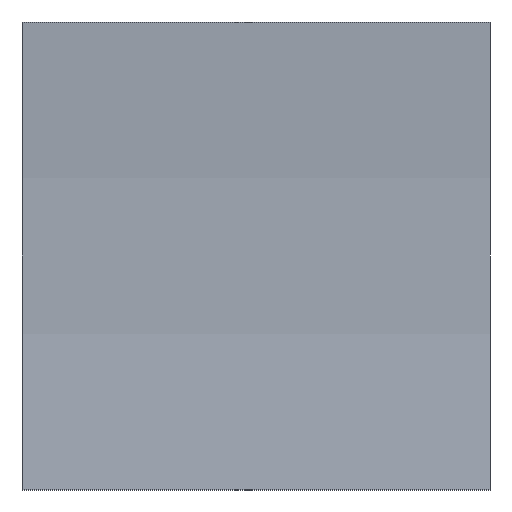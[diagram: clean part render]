
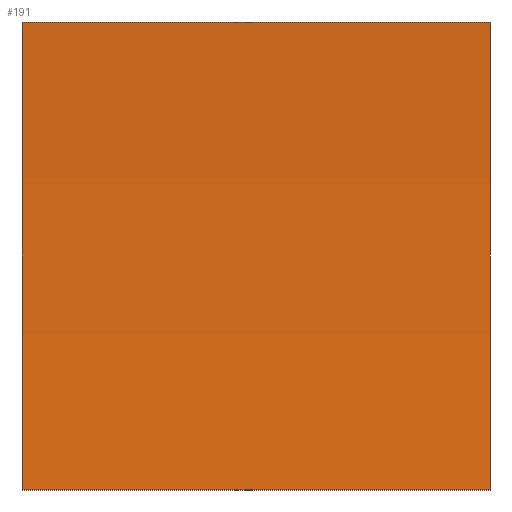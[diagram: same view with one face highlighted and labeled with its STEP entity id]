
A CAD part, left-side view. The second image highlights one B-rep face of the part: STEP entity #191.
In plain terms, the highlighted cylindrical face has radius 103.4 mm (diameter 206.8 mm), a partial arc.
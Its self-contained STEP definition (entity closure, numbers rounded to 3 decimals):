
#1 = VERTEX_POINT ( 'NONE', #35 ) ;
#2 = LINE ( 'NONE', #153, #152 ) ;
#3 = EDGE_CURVE ( 'NONE', #157, #27, #21, .T. ) ;
#10 = AXIS2_PLACEMENT_3D ( 'NONE', #198, #184, #137 ) ;
#14 = DIRECTION ( 'NONE',  ( 0., 0., -1. ) ) ;
#21 = LINE ( 'NONE', #136, #40 ) ;
#25 = CYLINDRICAL_SURFACE ( 'NONE', #115, 103.4 ) ;
#27 = VERTEX_POINT ( 'NONE', #163 ) ;
#28 = ORIENTED_EDGE ( 'NONE', *, *, #119, .F. ) ;
#29 = FACE_OUTER_BOUND ( 'NONE', #67, .T. ) ;
#35 = CARTESIAN_POINT ( 'NONE',  ( -3.485, 0., 20. ) ) ;
#40 = VECTOR ( 'NONE', #93, 1000. ) ;
#58 = CARTESIAN_POINT ( 'NONE',  ( -3.485, 20., 20. ) ) ;
#64 = DIRECTION ( 'NONE',  ( 0., -1., 0. ) ) ;
#67 = EDGE_LOOP ( 'NONE', ( #145, #197, #28, #101 ) ) ;
#75 = CIRCLE ( 'NONE', #10, 103.4 ) ;
#90 = EDGE_CURVE ( 'NONE', #27, #1, #75, .T. ) ;
#91 = CARTESIAN_POINT ( 'NONE',  ( -106.4, 20., 10. ) ) ;
#93 = DIRECTION ( 'NONE',  ( 0., -1., 0. ) ) ;
#101 = ORIENTED_EDGE ( 'NONE', *, *, #3, .T. ) ;
#103 = AXIS2_PLACEMENT_3D ( 'NONE', #91, #64, #135 ) ;
#115 = AXIS2_PLACEMENT_3D ( 'NONE', #140, #121, #14 ) ;
#119 = EDGE_CURVE ( 'NONE', #157, #123, #178, .T. ) ;
#121 = DIRECTION ( 'NONE',  ( 0., -1., 0. ) ) ;
#123 = VERTEX_POINT ( 'NONE', #58 ) ;
#135 = DIRECTION ( 'NONE',  ( 0., 0., 1. ) ) ;
#136 = CARTESIAN_POINT ( 'NONE',  ( -3.485, 20., 0. ) ) ;
#137 = DIRECTION ( 'NONE',  ( 0., 0., 1. ) ) ;
#140 = CARTESIAN_POINT ( 'NONE',  ( -106.4, 20., 10. ) ) ;
#145 = ORIENTED_EDGE ( 'NONE', *, *, #90, .T. ) ;
#147 = EDGE_CURVE ( 'NONE', #123, #1, #2, .T. ) ;
#152 = VECTOR ( 'NONE', #201, 1000. ) ;
#153 = CARTESIAN_POINT ( 'NONE',  ( -3.485, 20., 20. ) ) ;
#157 = VERTEX_POINT ( 'NONE', #179 ) ;
#163 = CARTESIAN_POINT ( 'NONE',  ( -3.485, 0., 0. ) ) ;
#178 = CIRCLE ( 'NONE', #103, 103.4 ) ;
#179 = CARTESIAN_POINT ( 'NONE',  ( -3.485, 20., 0. ) ) ;
#184 = DIRECTION ( 'NONE',  ( 0., -1., 0. ) ) ;
#191 = ADVANCED_FACE ( 'NONE', ( #29 ), #25, .F. ) ;
#197 = ORIENTED_EDGE ( 'NONE', *, *, #147, .F. ) ;
#198 = CARTESIAN_POINT ( 'NONE',  ( -106.4, 0., 10. ) ) ;
#201 = DIRECTION ( 'NONE',  ( 0., -1., 0. ) ) ;
